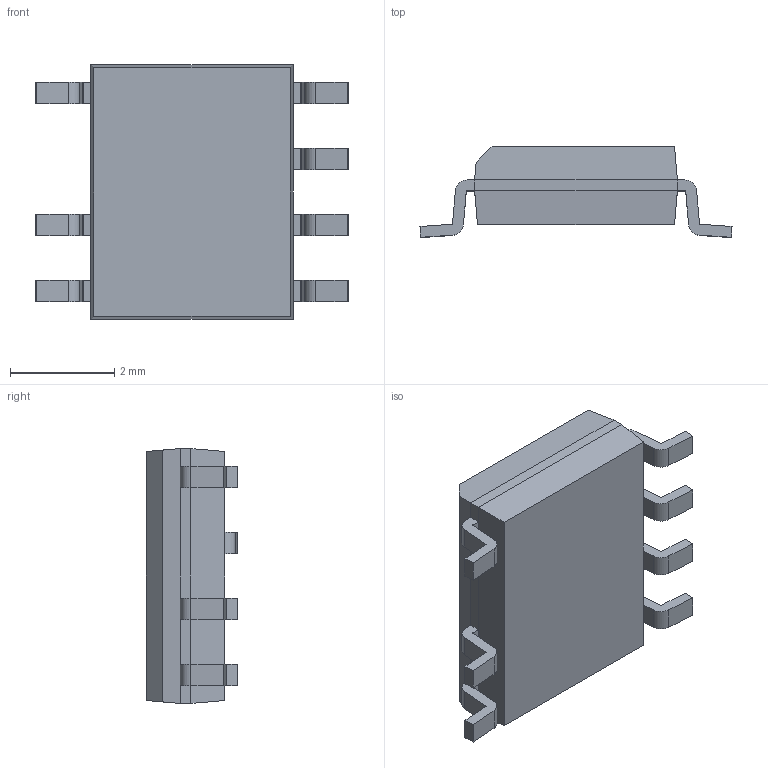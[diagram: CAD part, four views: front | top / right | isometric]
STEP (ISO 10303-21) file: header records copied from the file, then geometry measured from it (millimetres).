
FILE_DESCRIPTION (( 'STEP AP214' ), '1' );
FILE_NAME ('LNK306DN-TL.STEP', '2023-10-25T15:00:30', ( '' ), ( '' ), 'SwSTEP 2.0', 'SolidWorks 2021', '' );
FILE_SCHEMA (( 'AUTOMOTIVE_DESIGN' ));
Length unit declared in the file: millimetre
Products named in the file (1): LNK306DN-TL
Bounding box: 6 x 1.75 x 4.9 mm (x, y, z)
Volume: 28.9 mm3; surface area: 78.5 mm2
Topology: 9 solids, 9 shells, 120 faces, 295 edges, 194 vertices
Faces by surface type: plane 88, cylinder 32
Entity records: 3625 total; most frequent: CARTESIAN_POINT 610, DIRECTION 601, ORIENTED_EDGE 590, EDGE_CURVE 295, LINE 231, VECTOR 231, VERTEX_POINT 194, AXIS2_PLACEMENT_3D 185
